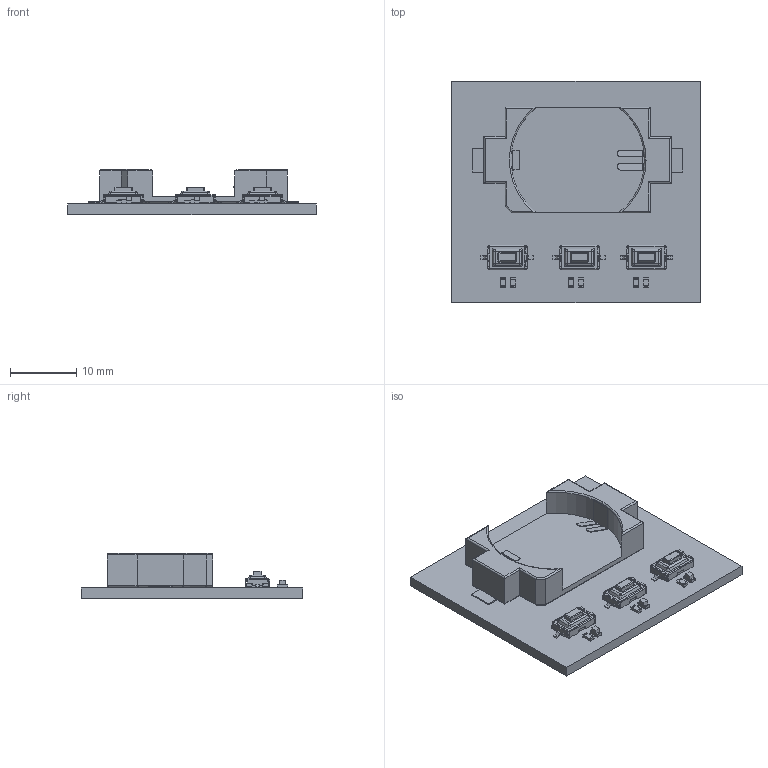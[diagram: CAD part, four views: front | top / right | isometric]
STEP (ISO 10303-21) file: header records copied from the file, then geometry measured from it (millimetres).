
FILE_DESCRIPTION(('KiCad electronic assembly'),'2;1');
FILE_NAME('3D_PCA_1003_00.step','2025-04-01T23:01:08',('Pcbnew'),( 'Kicad'),'Open CASCADE STEP processor 7.8','KiCad to STEP converter' ,'Unknown');
FILE_SCHEMA(('AUTOMOTIVE_DESIGN { 1 0 10303 214 1 1 1 1 }'));
Length unit declared in the file: millimetre
Products named in the file (10): 3D_PCA_1003_00 1; LED_0603_1608Metric; SW_Tactile_SPST_NO_Straight_CK_PTS636Sx25SMTRLFS; PTS636Sx25SMTRLFS; BatteryHolder_Keystone_1060_1x2032; Keystone_1060_1x2032; R_0603_1608Metric; PCB_1001_00_PCB
Assembly tree (15 placements, depth 3):
  3D_PCA_1003_00 1
    LED_0603_1608Metric  x3
      LED_0603_1608Metric
    SW_Tactile_SPST_NO_Straight_CK_PTS636Sx25SMTRLFS  x3
      PTS636Sx25SMTRLFS
    BatteryHolder_Keystone_1060_1x2032
      Keystone_1060_1x2032
    R_0603_1608Metric  x3
      R_0603_1608Metric
    PCB_1001_00_PCB
Bounding box: 37.59 x 33.53 x 6.83 mm (x, y, z)
Volume: 2979.4 mm3; surface area: 4627.8 mm2
Topology: 23 solids, 23 shells, 1021 faces, 2594 edges, 1605 vertices
Faces by surface type: plane 696, cylinder 262, bspline 36, sphere 24, torus 3
Entity records: 15305 total; most frequent: CARTESIAN_POINT 2444, ORIENTED_EDGE 2048, DIRECTION 2034, EDGE_CURVE 1024, LINE 788, VECTOR 788, VERTEX_POINT 641, AXIS2_PLACEMENT_3D 623
